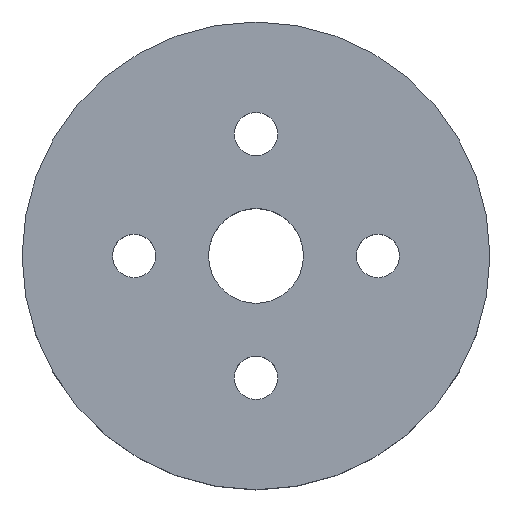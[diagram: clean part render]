
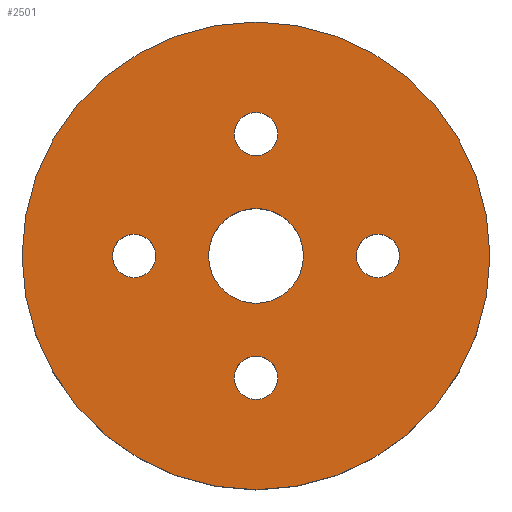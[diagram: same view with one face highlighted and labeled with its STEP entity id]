
A CAD part, top view. The second image highlights one B-rep face of the part: STEP entity #2501.
In plain terms, the highlighted planar face has unit normal (0, 0, 1).
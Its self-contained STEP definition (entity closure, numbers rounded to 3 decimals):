
#16=FACE_BOUND('',#296,.T.);
#17=FACE_BOUND('',#297,.T.);
#18=FACE_BOUND('',#298,.T.);
#19=FACE_BOUND('',#299,.T.);
#20=FACE_BOUND('',#300,.T.);
#28=PLANE('',#2911);
#161=FACE_OUTER_BOUND('',#295,.T.);
#295=EDGE_LOOP('',(#2103));
#296=EDGE_LOOP('',(#2104));
#297=EDGE_LOOP('',(#2105));
#298=EDGE_LOOP('',(#2106));
#299=EDGE_LOOP('',(#2107));
#300=EDGE_LOOP('',(#2108));
#569=CIRCLE('',#2530,1.6);
#571=CIRCLE('',#2533,1.6);
#573=CIRCLE('',#2536,1.6);
#575=CIRCLE('',#2539,1.6);
#578=CIRCLE('',#2543,3.5);
#822=CIRCLE('',#2910,17.272);
#827=VERTEX_POINT('',#3835);
#829=VERTEX_POINT('',#3841);
#831=VERTEX_POINT('',#3847);
#833=VERTEX_POINT('',#3853);
#836=VERTEX_POINT('',#3861);
#1080=VERTEX_POINT('',#4594);
#1085=EDGE_CURVE('',#827,#827,#569,.T.);
#1088=EDGE_CURVE('',#829,#829,#571,.T.);
#1091=EDGE_CURVE('',#831,#831,#573,.T.);
#1094=EDGE_CURVE('',#833,#833,#575,.T.);
#1099=EDGE_CURVE('',#836,#836,#578,.T.);
#1465=EDGE_CURVE('',#1080,#1080,#822,.T.);
#2103=ORIENTED_EDGE('',*,*,#1465,.T.);
#2104=ORIENTED_EDGE('',*,*,#1085,.T.);
#2105=ORIENTED_EDGE('',*,*,#1088,.T.);
#2106=ORIENTED_EDGE('',*,*,#1091,.T.);
#2107=ORIENTED_EDGE('',*,*,#1094,.T.);
#2108=ORIENTED_EDGE('',*,*,#1099,.T.);
#2501=ADVANCED_FACE('',(#161,#16,#17,#18,#19,#20),#28,.T.);
#2530=AXIS2_PLACEMENT_3D('',#3836,#2924,#2925);
#2533=AXIS2_PLACEMENT_3D('',#3842,#2931,#2932);
#2536=AXIS2_PLACEMENT_3D('',#3848,#2938,#2939);
#2539=AXIS2_PLACEMENT_3D('',#3854,#2945,#2946);
#2543=AXIS2_PLACEMENT_3D('',#3863,#2955,#2956);
#2910=AXIS2_PLACEMENT_3D('',#4596,#3811,#3812);
#2911=AXIS2_PLACEMENT_3D('',#4597,#3813,#3814);
#2924=DIRECTION('center_axis',(0.,0.,-1.));
#2925=DIRECTION('ref_axis',(1.,0.,0.));
#2931=DIRECTION('center_axis',(0.,0.,-1.));
#2932=DIRECTION('ref_axis',(1.,0.,0.));
#2938=DIRECTION('center_axis',(0.,0.,-1.));
#2939=DIRECTION('ref_axis',(1.,0.,0.));
#2945=DIRECTION('center_axis',(0.,0.,-1.));
#2946=DIRECTION('ref_axis',(1.,0.,0.));
#2955=DIRECTION('center_axis',(0.,0.,-1.));
#2956=DIRECTION('ref_axis',(-1.,0.,0.));
#3811=DIRECTION('center_axis',(0.,0.,1.));
#3812=DIRECTION('ref_axis',(1.,0.,0.));
#3813=DIRECTION('center_axis',(0.,0.,1.));
#3814=DIRECTION('ref_axis',(1.,0.,0.));
#3835=CARTESIAN_POINT('',(7.4,0.,4.5));
#3836=CARTESIAN_POINT('Origin',(9.,0.,4.5));
#3841=CARTESIAN_POINT('',(-10.6,0.,4.5));
#3842=CARTESIAN_POINT('Origin',(-9.,0.,4.5));
#3847=CARTESIAN_POINT('',(-1.6,-9.,4.5));
#3848=CARTESIAN_POINT('Origin',(0.,-9.,4.5));
#3853=CARTESIAN_POINT('',(-1.6,9.,4.5));
#3854=CARTESIAN_POINT('Origin',(0.,9.,4.5));
#3861=CARTESIAN_POINT('',(3.5,0.,4.5));
#3863=CARTESIAN_POINT('Origin',(0.,0.,4.5));
#4594=CARTESIAN_POINT('',(17.272,0.,4.5));
#4596=CARTESIAN_POINT('Origin',(0.,0.,4.5));
#4597=CARTESIAN_POINT('Origin',(0.,0.,4.5));
